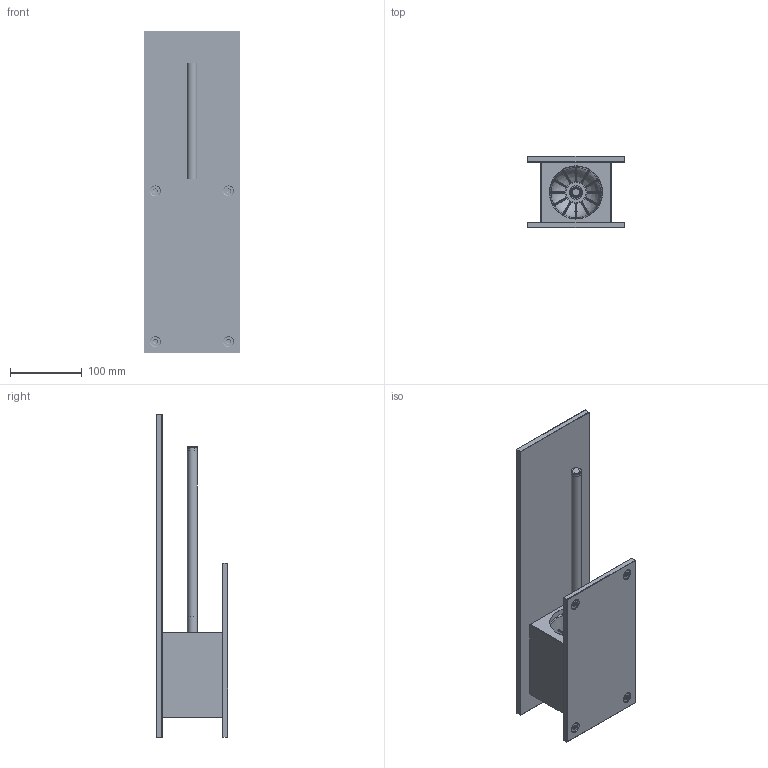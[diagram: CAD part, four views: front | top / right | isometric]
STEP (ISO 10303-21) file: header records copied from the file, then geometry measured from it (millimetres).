
FILE_DESCRIPTION(/* description */ ('Unknown'),/* implementation_level */ '2;1');
FILE_NAME(/* name */ '1047790000',/* time_stamp */ '2024-08-01T10:40:17+02:00',/* author */ ('Unknown'),/* organization */ ('GROHE AG'),/* preprocessor_version */ 'ST-DEVELOPER v16.7',/* originating_system */ 'DEX',/* authorisation */ $);
FILE_SCHEMA (('AUTOMOTIVE_DESIGN {1 0 10303 214 3 1 1}'));
Products named in the file (12): 1047790000; 1047790000 Slim Square Toilet Brush Set_23; 1047790000 Slim Square Toilet Brush Set_22; 1047790000 Slim Square Toilet Brush Set_21; 1047790000 Slim Square Toilet Brush Set_20; 1047790000 Slim Square Toilet Brush Set_19; 1047790000 Slim Square Toilet Brush Set_18; 1047790000 Slim Square Toilet Brush Set_17; ROBE_HOOK_V1__.STP_1_[1]; 1047790000 Slim Square Toilet Brush Set_13; 1047790000 Slim Square Toilet Brush Set_12; 1047790000 Slim Square Toilet Brush Set_11
Assembly tree (11 placements, depth 2):
  1047790000
    1047790000 Slim Square Toilet Brush Set_23
    1047790000 Slim Square Toilet Brush Set_22
    1047790000 Slim Square Toilet Brush Set_21
    1047790000 Slim Square Toilet Brush Set_20
    1047790000 Slim Square Toilet Brush Set_19
    1047790000 Slim Square Toilet Brush Set_18
    1047790000 Slim Square Toilet Brush Set_17
    ROBE_HOOK_V1__.STP_1_[1]
    1047790000 Slim Square Toilet Brush Set_13
    1047790000 Slim Square Toilet Brush Set_12
    1047790000 Slim Square Toilet Brush Set_11
Bounding box: 135 x 99 x 450 mm (x, y, z)
Volume: 999727.3 mm3; surface area: 370371.9 mm2
Topology: 11 solids, 11 shells, 2685 faces, 4639 edges, 3037 vertices
Faces by surface type: cylinder 1374, plane 1196, cone 46, bspline 29, sphere 20, torus 20
Full cylindrical faces by diameter (mm): 0.2 x1105, 4.2 x168, 6 x4, 10.2 x4, 12.8 x1, 14 x1, 19.2 x1, 28 x1, 73.5 x1
Entity records: 76165 total; most frequent: CARTESIAN_POINT 33513, DIRECTION 8769, ORIENTED_EDGE 5666, FACE_BOUND 4784, EDGE_LOOP 4776, AXIS2_PLACEMENT_3D 4277, EDGE_CURVE 2833, VERTEX_POINT 2621
